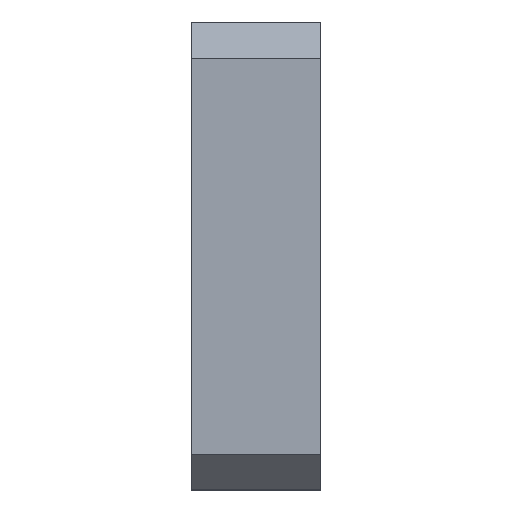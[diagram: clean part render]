
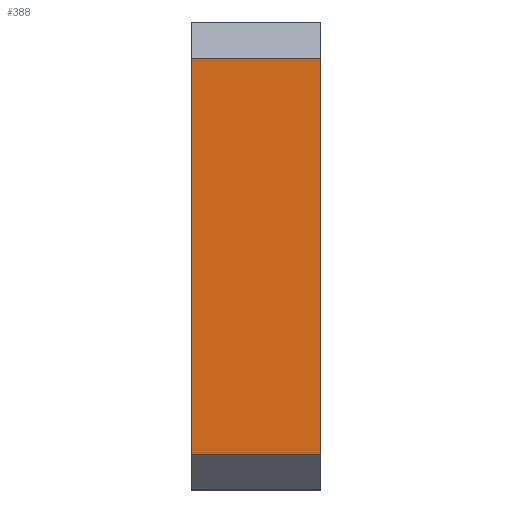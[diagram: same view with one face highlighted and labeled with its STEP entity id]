
A CAD part, left-side view. The second image highlights one B-rep face of the part: STEP entity #388.
In plain terms, the highlighted planar face has unit normal (-1, 0, 0).
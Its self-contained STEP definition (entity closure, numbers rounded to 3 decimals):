
#74 = VECTOR ( 'NONE', #722, 1000. ) ;
#87 = VERTEX_POINT ( 'NONE', #294 ) ;
#241 = CARTESIAN_POINT ( 'NONE',  ( -100., 0., 0. ) ) ;
#243 = CARTESIAN_POINT ( 'NONE',  ( -100., 0., 55. ) ) ;
#244 = DIRECTION ( 'NONE',  ( 0., 0., -1. ) ) ;
#253 = CARTESIAN_POINT ( 'NONE',  ( -100., -36., 0. ) ) ;
#284 = EDGE_CURVE ( 'NONE', #1060, #87, #1325, .T. ) ;
#294 = CARTESIAN_POINT ( 'NONE',  ( -100., -36., -55. ) ) ;
#349 = CARTESIAN_POINT ( 'NONE',  ( -100., -36., 0. ) ) ;
#378 = ORIENTED_EDGE ( 'NONE', *, *, #662, .F. ) ;
#388 = ADVANCED_FACE ( 'NONE', ( #1081 ), #1441, .F. ) ;
#448 = VERTEX_POINT ( 'NONE', #532 ) ;
#487 = LINE ( 'NONE', #1112, #575 ) ;
#520 = ORIENTED_EDGE ( 'NONE', *, *, #1102, .T. ) ;
#532 = CARTESIAN_POINT ( 'NONE',  ( -100., 0., -55. ) ) ;
#567 = ORIENTED_EDGE ( 'NONE', *, *, #1070, .T. ) ;
#575 = VECTOR ( 'NONE', #1348, 1000. ) ;
#601 = AXIS2_PLACEMENT_3D ( 'NONE', #349, #1193, #1342 ) ;
#662 = EDGE_CURVE ( 'NONE', #87, #448, #487, .T. ) ;
#713 = VERTEX_POINT ( 'NONE', #243 ) ;
#715 = EDGE_LOOP ( 'NONE', ( #520, #378, #1481, #567 ) ) ;
#722 = DIRECTION ( 'NONE',  ( 0., 1., 0. ) ) ;
#1060 = VERTEX_POINT ( 'NONE', #1488 ) ;
#1070 = EDGE_CURVE ( 'NONE', #1060, #713, #1579, .T. ) ;
#1081 = FACE_OUTER_BOUND ( 'NONE', #715, .T. ) ;
#1102 = EDGE_CURVE ( 'NONE', #713, #448, #1462, .T. ) ;
#1112 = CARTESIAN_POINT ( 'NONE',  ( -100., -36., -55. ) ) ;
#1193 = DIRECTION ( 'NONE',  ( 1., 0., 0. ) ) ;
#1202 = DIRECTION ( 'NONE',  ( 0., 0., -1. ) ) ;
#1325 = LINE ( 'NONE', #253, #1363 ) ;
#1342 = DIRECTION ( 'NONE',  ( 0., 0., -1. ) ) ;
#1348 = DIRECTION ( 'NONE',  ( 0., 1., 0. ) ) ;
#1363 = VECTOR ( 'NONE', #244, 1000. ) ;
#1368 = VECTOR ( 'NONE', #1202, 1000. ) ;
#1441 = PLANE ( 'NONE',  #601 ) ;
#1462 = LINE ( 'NONE', #241, #1368 ) ;
#1480 = CARTESIAN_POINT ( 'NONE',  ( -100., -36., 55. ) ) ;
#1481 = ORIENTED_EDGE ( 'NONE', *, *, #284, .F. ) ;
#1488 = CARTESIAN_POINT ( 'NONE',  ( -100., -36., 55. ) ) ;
#1579 = LINE ( 'NONE', #1480, #74 ) ;
